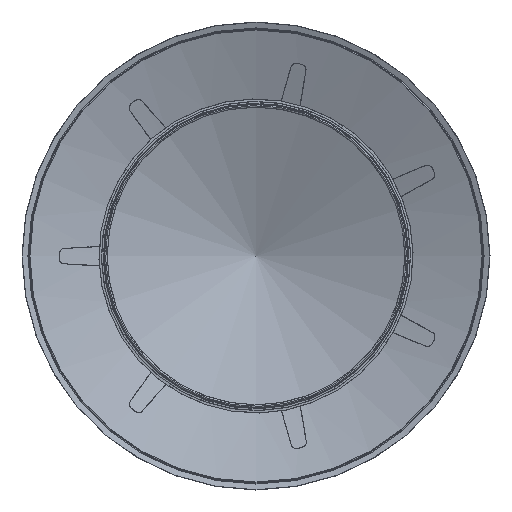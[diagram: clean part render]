
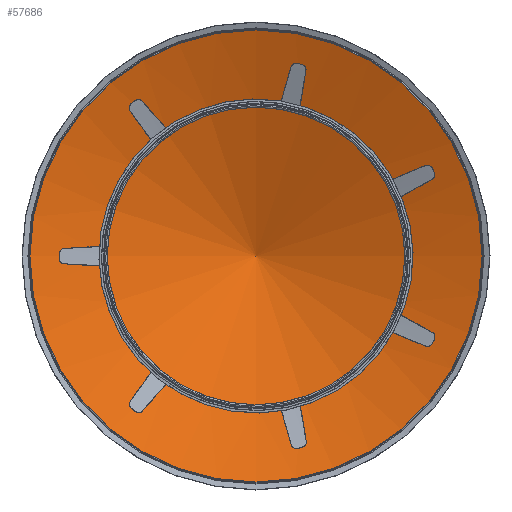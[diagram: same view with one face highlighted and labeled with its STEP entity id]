
A CAD part, front view. The second image highlights one B-rep face of the part: STEP entity #57686.
In plain terms, the highlighted conical face has half-angle 69.965 degrees and reference radius 116.837 mm.
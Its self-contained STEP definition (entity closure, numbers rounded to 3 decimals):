
#13952=CONICAL_SURFACE('',#62943,116.837,69.965);
#16630=FACE_OUTER_BOUND('',#20518,.T.);
#20518=EDGE_LOOP('',(#52211));
#23392=CIRCLE('',#62939,233.285);
#28593=VERTEX_POINT('',#96810);
#36474=EDGE_CURVE('',#28593,#28593,#23392,.T.);
#52211=ORIENTED_EDGE('',*,*,#36474,.F.);
#57686=ADVANCED_FACE('',(#16630),#13952,.F.);
#62939=AXIS2_PLACEMENT_3D('',#96811,#78387,#78388);
#62943=AXIS2_PLACEMENT_3D('',#96817,#78395,#78396);
#78387=DIRECTION('center_axis',(0.,1.,0.));
#78388=DIRECTION('ref_axis',(-1.,0.,0.));
#78395=DIRECTION('center_axis',(0.,-1.,0.));
#78396=DIRECTION('ref_axis',(1.,0.,0.));
#96810=CARTESIAN_POINT('',(233.285,1.186,0.));
#96811=CARTESIAN_POINT('Origin',(0.,1.186,0.));
#96817=CARTESIAN_POINT('Origin',(0.,43.65,
0.));
